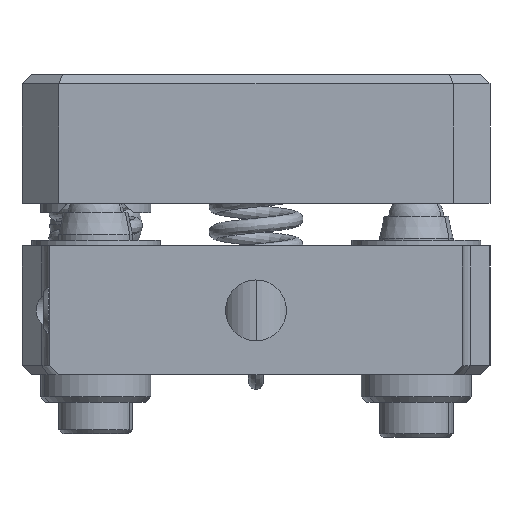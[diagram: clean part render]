
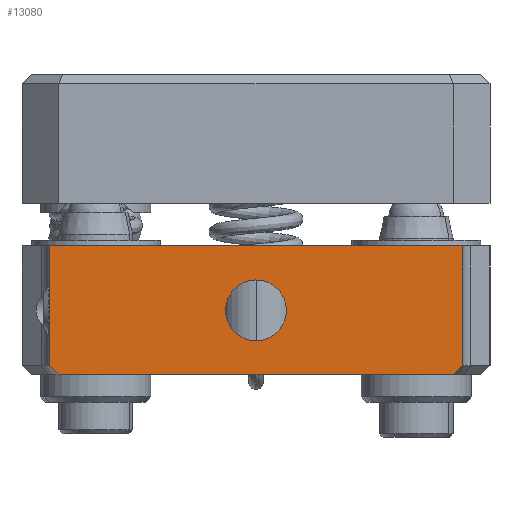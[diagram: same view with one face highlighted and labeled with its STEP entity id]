
A CAD part, front view. The second image highlights one B-rep face of the part: STEP entity #13080.
In plain terms, the highlighted planar face has unit normal (0, -1, 0).
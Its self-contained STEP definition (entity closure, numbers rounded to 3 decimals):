
#92 = CARTESIAN_POINT ( 'NONE',  ( 0., -16., -14.45 ) ) ;
#1043 = VERTEX_POINT ( 'NONE', #1571 ) ;
#1076 = EDGE_LOOP ( 'NONE', ( #5115, #3998 ) ) ;
#1119 = CARTESIAN_POINT ( 'NONE',  ( 11.2, -16., -15.8 ) ) ;
#1213 = DIRECTION ( 'NONE',  ( 0., 0., 1. ) ) ;
#1455 = CIRCLE ( 'NONE', #3959, 1.65 ) ;
#1571 = CARTESIAN_POINT ( 'NONE',  ( 10.7, -16., -16.3 ) ) ;
#1797 = VECTOR ( 'NONE', #4572, 1000. ) ;
#1801 = ORIENTED_EDGE ( 'NONE', *, *, #12841, .T. ) ;
#1834 = DIRECTION ( 'NONE',  ( 0.707, 0., -0.707 ) ) ;
#2157 = VERTEX_POINT ( 'NONE', #92 ) ;
#2313 = EDGE_CURVE ( 'NONE', #2157, #10652, #1455, .T. ) ;
#2410 = DIRECTION ( 'NONE',  ( 1., 0., 0. ) ) ;
#3263 = DIRECTION ( 'NONE',  ( -1., 0., 0. ) ) ;
#3406 = LINE ( 'NONE', #5487, #5472 ) ;
#3453 = EDGE_CURVE ( 'NONE', #14070, #9865, #13901, .T. ) ;
#3535 = VECTOR ( 'NONE', #11811, 1000. ) ;
#3895 = ORIENTED_EDGE ( 'NONE', *, *, #12493, .T. ) ;
#3959 = AXIS2_PLACEMENT_3D ( 'NONE', #4733, #5665, #13568 ) ;
#3998 = ORIENTED_EDGE ( 'NONE', *, *, #11849, .F. ) ;
#4058 = CARTESIAN_POINT ( 'NONE',  ( 11.2, -16., -9.3 ) ) ;
#4220 = CARTESIAN_POINT ( 'NONE',  ( -11.2, -16., -9.3 ) ) ;
#4571 = CARTESIAN_POINT ( 'NONE',  ( 11.2, -16., -9.3 ) ) ;
#4572 = DIRECTION ( 'NONE',  ( 0.707, 0., 0.707 ) ) ;
#4733 = CARTESIAN_POINT ( 'NONE',  ( 0., -16., -12.8 ) ) ;
#4835 = AXIS2_PLACEMENT_3D ( 'NONE', #13096, #12163, #3263 ) ;
#5115 = ORIENTED_EDGE ( 'NONE', *, *, #2313, .F. ) ;
#5281 = AXIS2_PLACEMENT_3D ( 'NONE', #11716, #14157, #10776 ) ;
#5365 = CARTESIAN_POINT ( 'NONE',  ( -10.7, -16., -16.3 ) ) ;
#5409 = FACE_OUTER_BOUND ( 'NONE', #12431, .T. ) ;
#5472 = VECTOR ( 'NONE', #2410, 1000. ) ;
#5487 = CARTESIAN_POINT ( 'NONE',  ( 11.2, -16., -16.3 ) ) ;
#5548 = ORIENTED_EDGE ( 'NONE', *, *, #7226, .T. ) ;
#5665 = DIRECTION ( 'NONE',  ( 0., -1., 0. ) ) ;
#5719 = CARTESIAN_POINT ( 'NONE',  ( 8.85, -16., -18.15 ) ) ;
#6104 = VERTEX_POINT ( 'NONE', #5365 ) ;
#6191 = CIRCLE ( 'NONE', #5281, 1.65 ) ;
#6331 = EDGE_CURVE ( 'NONE', #1043, #7717, #10173, .T. ) ;
#6515 = CARTESIAN_POINT ( 'NONE',  ( -11.2, -16., -15.8 ) ) ;
#7071 = CARTESIAN_POINT ( 'NONE',  ( 11.2, -16., -9.3 ) ) ;
#7129 = VECTOR ( 'NONE', #1213, 1000. ) ;
#7216 = VERTEX_POINT ( 'NONE', #6515 ) ;
#7226 = EDGE_CURVE ( 'NONE', #9865, #7216, #9599, .T. ) ;
#7717 = VERTEX_POINT ( 'NONE', #1119 ) ;
#7782 = FACE_BOUND ( 'NONE', #1076, .T. ) ;
#7801 = LINE ( 'NONE', #4571, #7129 ) ;
#8053 = VECTOR ( 'NONE', #1834, 1000. ) ;
#8716 = PLANE ( 'NONE',  #4835 ) ;
#9599 = LINE ( 'NONE', #4220, #13501 ) ;
#9778 = EDGE_CURVE ( 'NONE', #6104, #1043, #3406, .T. ) ;
#9865 = VERTEX_POINT ( 'NONE', #12024 ) ;
#9882 = ORIENTED_EDGE ( 'NONE', *, *, #9778, .T. ) ;
#10173 = LINE ( 'NONE', #5719, #1797 ) ;
#10278 = CARTESIAN_POINT ( 'NONE',  ( 0., -16., -11.15 ) ) ;
#10652 = VERTEX_POINT ( 'NONE', #10278 ) ;
#10776 = DIRECTION ( 'NONE',  ( 0., 0., -1. ) ) ;
#10794 = CARTESIAN_POINT ( 'NONE',  ( -8.85, -16., -18.15 ) ) ;
#11716 = CARTESIAN_POINT ( 'NONE',  ( 0., -16., -12.8 ) ) ;
#11803 = ORIENTED_EDGE ( 'NONE', *, *, #6331, .T. ) ;
#11811 = DIRECTION ( 'NONE',  ( -1., 0., 0. ) ) ;
#11849 = EDGE_CURVE ( 'NONE', #10652, #2157, #6191, .T. ) ;
#12024 = CARTESIAN_POINT ( 'NONE',  ( -11.2, -16., -9.3 ) ) ;
#12027 = ORIENTED_EDGE ( 'NONE', *, *, #3453, .T. ) ;
#12163 = DIRECTION ( 'NONE',  ( 0., -1., 0. ) ) ;
#12431 = EDGE_LOOP ( 'NONE', ( #9882, #11803, #3895, #12027, #5548, #1801 ) ) ;
#12493 = EDGE_CURVE ( 'NONE', #7717, #14070, #7801, .T. ) ;
#12841 = EDGE_CURVE ( 'NONE', #7216, #6104, #13828, .T. ) ;
#13080 = ADVANCED_FACE ( 'NONE', ( #7782, #5409 ), #8716, .T. ) ;
#13096 = CARTESIAN_POINT ( 'NONE',  ( 0., -16., -9.3 ) ) ;
#13501 = VECTOR ( 'NONE', #13989, 1000. ) ;
#13568 = DIRECTION ( 'NONE',  ( 0., 0., -1. ) ) ;
#13828 = LINE ( 'NONE', #10794, #8053 ) ;
#13901 = LINE ( 'NONE', #4058, #3535 ) ;
#13989 = DIRECTION ( 'NONE',  ( 0., 0., -1. ) ) ;
#14070 = VERTEX_POINT ( 'NONE', #7071 ) ;
#14157 = DIRECTION ( 'NONE',  ( 0., -1., 0. ) ) ;
